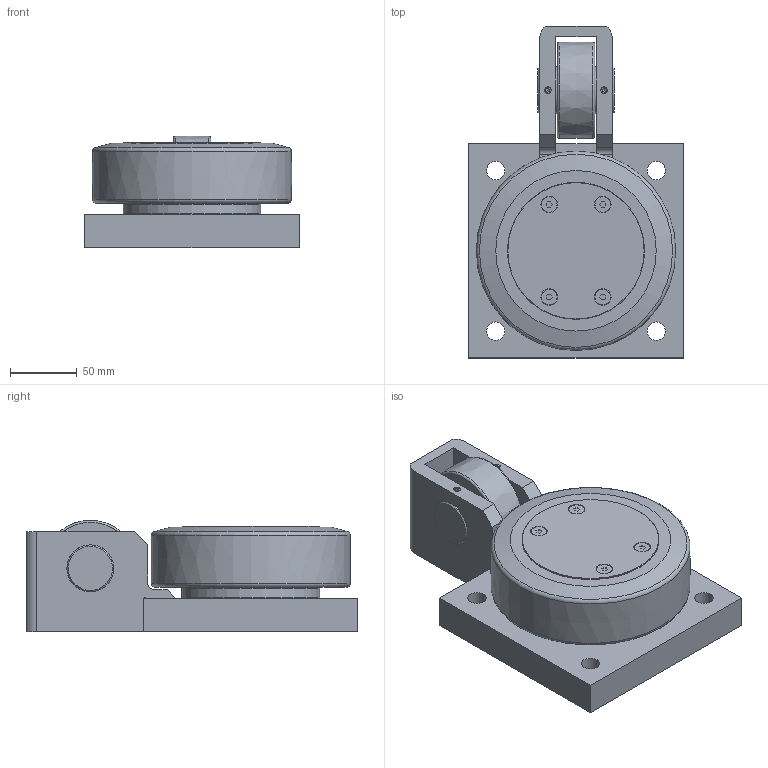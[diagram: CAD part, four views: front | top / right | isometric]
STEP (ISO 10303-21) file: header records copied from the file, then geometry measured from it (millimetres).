
FILE_DESCRIPTION(/* description */ ('-','CAx-IF Rec.Pracs.---Representation and Presentation of Product Manufacturing Information (PMI)---4.0---2014-10-13'),/* implementation_level */ '2;1');
FILE_NAME(/* name */ '1a2da811-560a-4606-a008-e4b98b17c79a.stp',/* time_stamp */ '2020-04-01T16:25:09+02:00',/* author */ ('-'),/* organization */ ('NTI CADcenter A/S'),/* preprocessor_version */ 'ST-DEVELOPER v18',/* originating_system */ 'Autodesk Inventor 2020',/* authorisation */ '-');
FILE_SCHEMA (('AP242_MANAGED_MODEL_BASED_3D_ENGINEERING_MIM_LF { 1 0 10303 442 1 1 4 }'));
Length unit declared in the file: millimetre
Products named in the file (1): STR 150.6200_Kontur
Bounding box: 160 x 248 x 83.5 mm (x, y, z)
Volume: 1766702.1 mm3; surface area: 163951 mm2
Topology: 1 solids, 1 shells, 136 faces, 369 edges, 252 vertices
Faces by surface type: plane 79, cylinder 31, cone 18, torus 6, bspline 2
Full cylindrical faces by diameter (mm): 4.917 x2, 6 x2, 11.7 x4, 12.4 x4, 13.835 x4, 35 x4, 35.1 x2, 101.4 x1, 102.5 x1, 103 x1
Entity records: 4628 total; most frequent: CARTESIAN_POINT 1058, ORIENTED_EDGE 734, DIRECTION 729, EDGE_CURVE 367, AXIS2_PLACEMENT_3D 261, VERTEX_POINT 252, LINE 207, VECTOR 207
